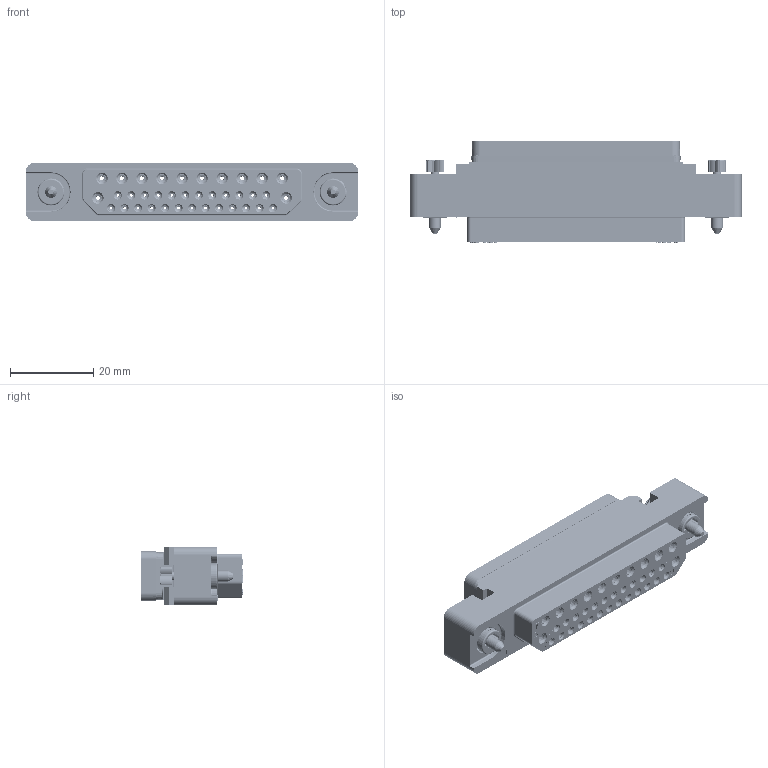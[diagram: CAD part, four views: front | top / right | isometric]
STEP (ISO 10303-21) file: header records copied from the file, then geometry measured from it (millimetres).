
FILE_DESCRIPTION((''),'2;1');
FILE_NAME('1900ND09S1A00A','2019-10-29T',('presta_be4'),(''),'CREO PARAMETRIC BY PTC INC, 2018360','CREO PARAMETRIC BY PTC INC, 2018360','');
FILE_SCHEMA(('CONFIG_CONTROL_DESIGN'));
Products named in the file (1): 1900ND09S1A00A
Bounding box: 80 x 24.4 x 14 mm (x, y, z)
Volume: 13587.2 mm3; surface area: 17227.9 mm2
Topology: 4 solids, 4 shells, 4036 faces, 9514 edges, 5744 vertices
Faces by surface type: plane 1368, cylinder 1016, torus 874, cone 750, extrusion 28
Entity records: 123042 total; most frequent: CARTESIAN_POINT 27272, DIRECTION 21574, ORIENTED_EDGE 19020, EDGE_CURVE 9510, AXIS2_PLACEMENT_3D 8402, VERTEX_POINT 5744, VECTOR 4770, LINE 4742
